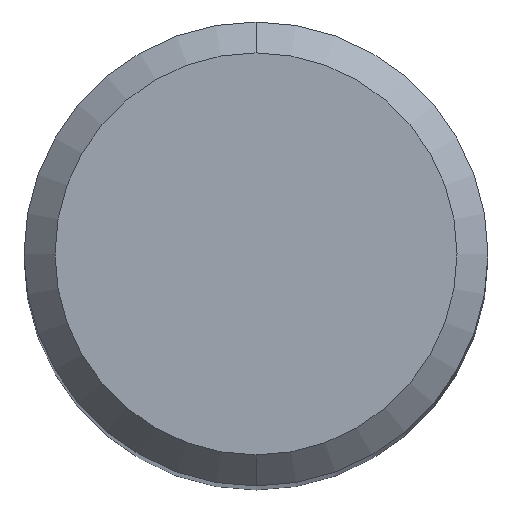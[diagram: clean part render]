
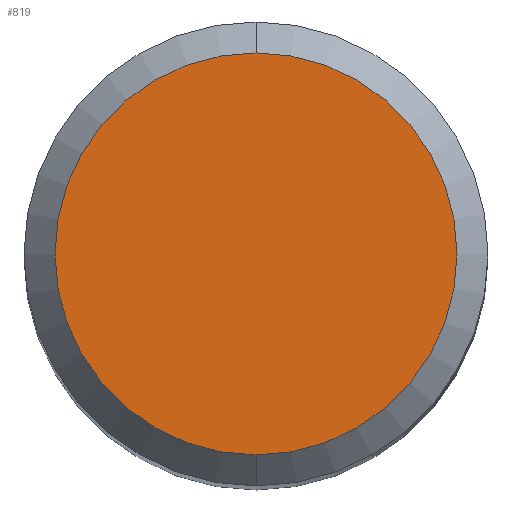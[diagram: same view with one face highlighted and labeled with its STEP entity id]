
A CAD part, top view. The second image highlights one B-rep face of the part: STEP entity #819.
In plain terms, the highlighted planar face has unit normal (0, 0, 1).
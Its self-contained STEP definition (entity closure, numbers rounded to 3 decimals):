
#617=VERTEX_POINT('',#1391);
#621=EDGE_CURVE('',#935,#617,#1395,.T.);
#819=ADVANCED_FACE('',(#1613),#1614,.T.);
#935=VERTEX_POINT('',#1744);
#1123=EDGE_CURVE('',#617,#935,#1946,.T.);
#1391=CARTESIAN_POINT('',(0.,-2.6,0.0));
#1395=CIRCLE('',#3471,2.6);
#1613=FACE_OUTER_BOUND('',#4132,.T.);
#1614=PLANE('',#4133);
#1744=CARTESIAN_POINT('',(0.0,2.6,0.0));
#1946=CIRCLE('',#5935,2.6);
#3471=AXIS2_PLACEMENT_3D('',#6417,#6418,#6419);
#4132=EDGE_LOOP('',(#6651,#6652));
#4133=AXIS2_PLACEMENT_3D('',#6653,#6654,#6655);
#5935=AXIS2_PLACEMENT_3D('',#7010,#7011,#7012);
#6417=CARTESIAN_POINT('',(0.0,0.0,0.0));
#6418=DIRECTION('',(0.0,0.0,-1.0));
#6419=DIRECTION('',(0.0,1.0,0.0));
#6651=ORIENTED_EDGE('',*,*,#621,.F.);
#6652=ORIENTED_EDGE('',*,*,#1123,.F.);
#6653=CARTESIAN_POINT('',(0.0,1.3,0.0));
#6654=DIRECTION('',(-0.0,0.0,1.0));
#6655=DIRECTION('',(0.0,-1.0,0.0));
#7010=CARTESIAN_POINT('',(0.0,0.0,0.0));
#7011=DIRECTION('',(0.0,0.0,-1.0));
#7012=DIRECTION('',(0.0,1.0,0.0));
